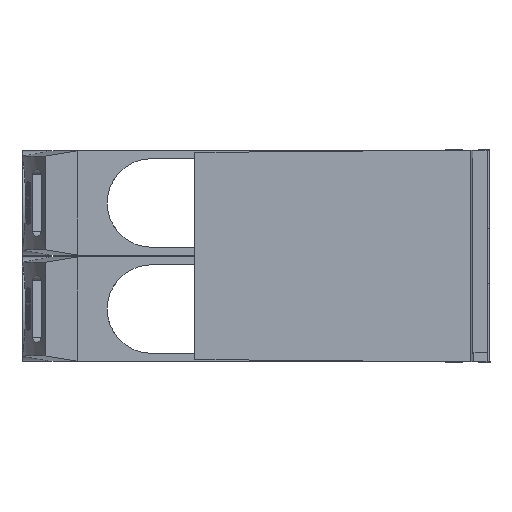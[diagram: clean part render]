
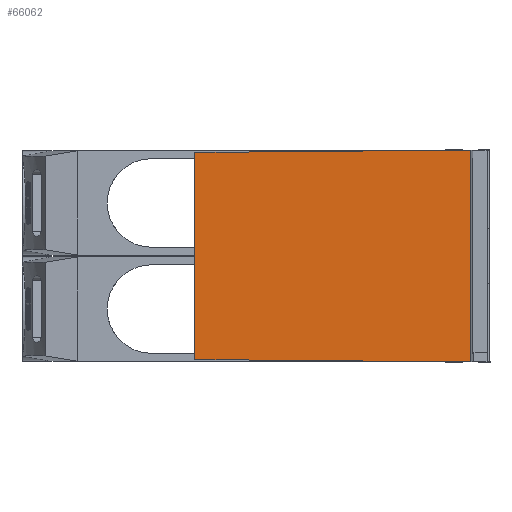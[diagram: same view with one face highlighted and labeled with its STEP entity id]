
A CAD part, left-side view. The second image highlights one B-rep face of the part: STEP entity #66062.
In plain terms, the highlighted face is planar.
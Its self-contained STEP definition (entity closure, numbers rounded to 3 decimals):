
#261 = CARTESIAN_POINT ( 'NONE',  ( 67.5, 30.7, -8.918 ) ) ;
#7968 = ORIENTED_EDGE ( 'NONE', *, *, #59096, .T. ) ;
#9241 = DIRECTION ( 'NONE',  ( 1., 0., 0. ) ) ;
#9255 = LINE ( 'NONE', #52720, #64437 ) ;
#13510 = EDGE_CURVE ( 'NONE', #48295, #61764, #33206, .T. ) ;
#16691 = ORIENTED_EDGE ( 'NONE', *, *, #34218, .F. ) ;
#17203 = LINE ( 'NONE', #60640, #72329 ) ;
#21911 = CARTESIAN_POINT ( 'NONE',  ( 67.5, 30.7, 25.818 ) ) ;
#23484 = CARTESIAN_POINT ( 'NONE',  ( 67.5, -15.582, -9.322 ) ) ;
#23813 = ORIENTED_EDGE ( 'NONE', *, *, #13510, .F. ) ;
#26784 = VECTOR ( 'NONE', #74100, 1000. ) ;
#29757 = DIRECTION ( 'NONE',  ( 0., -1., 0.009 ) ) ;
#31083 = CARTESIAN_POINT ( 'NONE',  ( 67.5, -15.582, 26.222 ) ) ;
#33206 = LINE ( 'NONE', #49348, #47828 ) ;
#34218 = EDGE_CURVE ( 'NONE', #61764, #63445, #9255, .T. ) ;
#43121 = DIRECTION ( 'NONE',  ( 0., -1., -0.009 ) ) ;
#44878 = EDGE_LOOP ( 'NONE', ( #16691, #23813, #7968, #73818 ) ) ;
#46404 = CARTESIAN_POINT ( 'NONE',  ( 67.5, -15.582, -27.75 ) ) ;
#47828 = VECTOR ( 'NONE', #43121, 1000. ) ;
#48295 = VERTEX_POINT ( 'NONE', #261 ) ;
#48571 = AXIS2_PLACEMENT_3D ( 'NONE', #46404, #9241, #52575 ) ;
#49348 = CARTESIAN_POINT ( 'NONE',  ( 67.5, -18.8, -9.35 ) ) ;
#50023 = VERTEX_POINT ( 'NONE', #21911 ) ;
#51256 = PLANE ( 'NONE',  #48571 ) ;
#52453 = DIRECTION ( 'NONE',  ( 0., 0., 1. ) ) ;
#52575 = DIRECTION ( 'NONE',  ( 0., 0., -1. ) ) ;
#52720 = CARTESIAN_POINT ( 'NONE',  ( 67.5, -15.582, -9.35 ) ) ;
#56595 = FACE_OUTER_BOUND ( 'NONE', #44878, .T. ) ;
#59096 = EDGE_CURVE ( 'NONE', #48295, #50023, #76091, .T. ) ;
#60640 = CARTESIAN_POINT ( 'NONE',  ( 67.5, -18.8, 26.25 ) ) ;
#61764 = VERTEX_POINT ( 'NONE', #23484 ) ;
#63445 = VERTEX_POINT ( 'NONE', #31083 ) ;
#64437 = VECTOR ( 'NONE', #52453, 1000. ) ;
#64781 = EDGE_CURVE ( 'NONE', #50023, #63445, #17203, .T. ) ;
#66062 = ADVANCED_FACE ( 'NONE', ( #56595 ), #51256, .T. ) ;
#67882 = CARTESIAN_POINT ( 'NONE',  ( 67.5, 30.7, -27.75 ) ) ;
#72329 = VECTOR ( 'NONE', #29757, 1000. ) ;
#73818 = ORIENTED_EDGE ( 'NONE', *, *, #64781, .T. ) ;
#74100 = DIRECTION ( 'NONE',  ( 0., 0., 1. ) ) ;
#76091 = LINE ( 'NONE', #67882, #26784 ) ;
